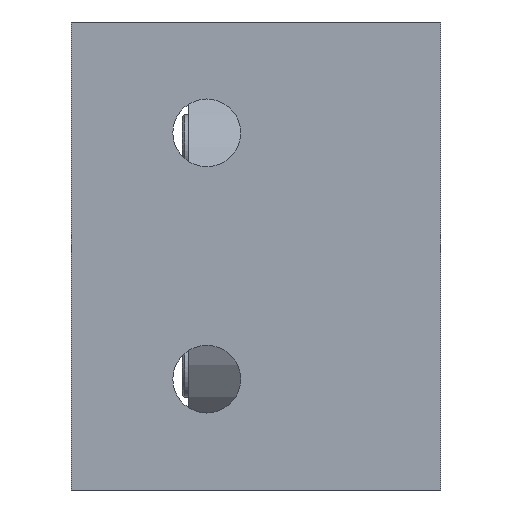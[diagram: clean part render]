
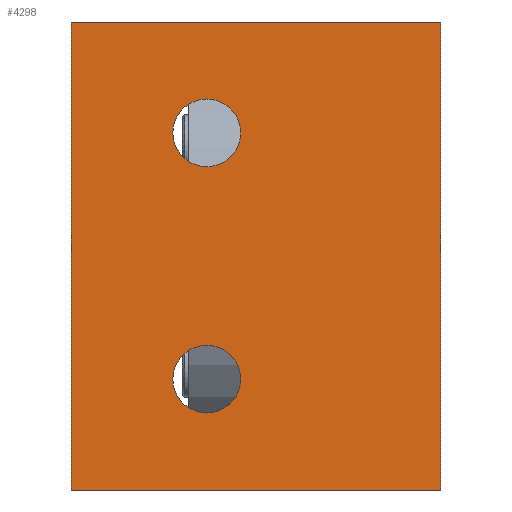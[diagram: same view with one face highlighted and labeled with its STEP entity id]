
A CAD part, left-side view. The second image highlights one B-rep face of the part: STEP entity #4298.
In plain terms, the highlighted planar face has unit normal (-1, 0, 0).
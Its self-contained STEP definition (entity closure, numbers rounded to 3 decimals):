
#72 = CIRCLE ( 'NONE', #2400, 2.75 ) ;
#138 = EDGE_LOOP ( 'NONE', ( #2690, #3065 ) ) ;
#314 = DIRECTION ( 'NONE',  ( -1., 0., 0. ) ) ;
#340 = ORIENTED_EDGE ( 'NONE', *, *, #1666, .T. ) ;
#440 = CIRCLE ( 'NONE', #4062, 2.75 ) ;
#484 = EDGE_CURVE ( 'NONE', #1884, #1204, #1772, .T. ) ;
#612 = CARTESIAN_POINT ( 'NONE',  ( 0., 0., 19. ) ) ;
#632 = DIRECTION ( 'NONE',  ( 1., 0., 0. ) ) ;
#635 = CARTESIAN_POINT ( 'NONE',  ( 0., 30., 19. ) ) ;
#725 = DIRECTION ( 'NONE',  ( -1., 0., 0. ) ) ;
#837 = EDGE_CURVE ( 'NONE', #1797, #3013, #72, .T. ) ;
#1112 = CARTESIAN_POINT ( 'NONE',  ( 0., 30., -19. ) ) ;
#1204 = VERTEX_POINT ( 'NONE', #635 ) ;
#1294 = EDGE_CURVE ( 'NONE', #1884, #4135, #2364, .T. ) ;
#1346 = CARTESIAN_POINT ( 'NONE',  ( 0., 11., 7.25 ) ) ;
#1359 = CARTESIAN_POINT ( 'NONE',  ( 0., 0., -19. ) ) ;
#1389 = FACE_OUTER_BOUND ( 'NONE', #4179, .T. ) ;
#1405 = FACE_BOUND ( 'NONE', #1560, .T. ) ;
#1411 = CARTESIAN_POINT ( 'NONE',  ( 0., 11., 12.75 ) ) ;
#1425 = AXIS2_PLACEMENT_3D ( 'NONE', #3350, #314, #1664 ) ;
#1467 = ORIENTED_EDGE ( 'NONE', *, *, #2691, .F. ) ;
#1560 = EDGE_LOOP ( 'NONE', ( #1637, #3043 ) ) ;
#1581 = DIRECTION ( 'NONE',  ( 0., 0., -1. ) ) ;
#1637 = ORIENTED_EDGE ( 'NONE', *, *, #2684, .T. ) ;
#1656 = ORIENTED_EDGE ( 'NONE', *, *, #1294, .T. ) ;
#1664 = DIRECTION ( 'NONE',  ( 0., 0., 1. ) ) ;
#1666 = EDGE_CURVE ( 'NONE', #4135, #2359, #1954, .T. ) ;
#1679 = CIRCLE ( 'NONE', #1816, 2.75 ) ;
#1772 = LINE ( 'NONE', #1112, #2428 ) ;
#1789 = DIRECTION ( 'NONE',  ( 0., 0., 1. ) ) ;
#1797 = VERTEX_POINT ( 'NONE', #1411 ) ;
#1816 = AXIS2_PLACEMENT_3D ( 'NONE', #2279, #632, #1581 ) ;
#1884 = VERTEX_POINT ( 'NONE', #3585 ) ;
#1954 = LINE ( 'NONE', #1976, #2025 ) ;
#1976 = CARTESIAN_POINT ( 'NONE',  ( 0., 0., -19. ) ) ;
#1998 = DIRECTION ( 'NONE',  ( 0., 0., 1. ) ) ;
#2025 = VECTOR ( 'NONE', #1998, 1000. ) ;
#2124 = DIRECTION ( 'NONE',  ( 0., 0., 1. ) ) ;
#2279 = CARTESIAN_POINT ( 'NONE',  ( 0., 11., 10. ) ) ;
#2321 = VECTOR ( 'NONE', #3634, 1000. ) ;
#2359 = VERTEX_POINT ( 'NONE', #2862 ) ;
#2362 = CIRCLE ( 'NONE', #1425, 2.75 ) ;
#2364 = LINE ( 'NONE', #1359, #2999 ) ;
#2400 = AXIS2_PLACEMENT_3D ( 'NONE', #3687, #2991, #2745 ) ;
#2428 = VECTOR ( 'NONE', #3111, 1000. ) ;
#2684 = EDGE_CURVE ( 'NONE', #3013, #1797, #1679, .T. ) ;
#2690 = ORIENTED_EDGE ( 'NONE', *, *, #4264, .F. ) ;
#2691 = EDGE_CURVE ( 'NONE', #1204, #2359, #3960, .T. ) ;
#2745 = DIRECTION ( 'NONE',  ( 0., 0., -1. ) ) ;
#2747 = CARTESIAN_POINT ( 'NONE',  ( 0., 0., -19. ) ) ;
#2813 = CARTESIAN_POINT ( 'NONE',  ( 0., 11., -12.75 ) ) ;
#2862 = CARTESIAN_POINT ( 'NONE',  ( 0., 0., 19. ) ) ;
#2991 = DIRECTION ( 'NONE',  ( 1., 0., 0. ) ) ;
#2999 = VECTOR ( 'NONE', #3029, 1000. ) ;
#3013 = VERTEX_POINT ( 'NONE', #1346 ) ;
#3029 = DIRECTION ( 'NONE',  ( 0., -1., 0. ) ) ;
#3043 = ORIENTED_EDGE ( 'NONE', *, *, #837, .T. ) ;
#3065 = ORIENTED_EDGE ( 'NONE', *, *, #4215, .F. ) ;
#3111 = DIRECTION ( 'NONE',  ( 0., 0., 1. ) ) ;
#3253 = CARTESIAN_POINT ( 'NONE',  ( 0., 0., -19. ) ) ;
#3350 = CARTESIAN_POINT ( 'NONE',  ( 0., 11., -10. ) ) ;
#3454 = CARTESIAN_POINT ( 'NONE',  ( 0., 11., -10. ) ) ;
#3504 = CARTESIAN_POINT ( 'NONE',  ( 0., 11., -7.25 ) ) ;
#3585 = CARTESIAN_POINT ( 'NONE',  ( 0., 30., -19. ) ) ;
#3634 = DIRECTION ( 'NONE',  ( 0., -1., 0. ) ) ;
#3687 = CARTESIAN_POINT ( 'NONE',  ( 0., 11., 10. ) ) ;
#3787 = PLANE ( 'NONE',  #3851 ) ;
#3851 = AXIS2_PLACEMENT_3D ( 'NONE', #2747, #4103, #1789 ) ;
#3855 = VERTEX_POINT ( 'NONE', #3504 ) ;
#3865 = ORIENTED_EDGE ( 'NONE', *, *, #484, .F. ) ;
#3960 = LINE ( 'NONE', #612, #2321 ) ;
#4062 = AXIS2_PLACEMENT_3D ( 'NONE', #3454, #725, #2124 ) ;
#4103 = DIRECTION ( 'NONE',  ( -1., 0., 0. ) ) ;
#4135 = VERTEX_POINT ( 'NONE', #3253 ) ;
#4146 = FACE_BOUND ( 'NONE', #138, .T. ) ;
#4179 = EDGE_LOOP ( 'NONE', ( #340, #1467, #3865, #1656 ) ) ;
#4215 = EDGE_CURVE ( 'NONE', #4247, #3855, #2362, .T. ) ;
#4247 = VERTEX_POINT ( 'NONE', #2813 ) ;
#4264 = EDGE_CURVE ( 'NONE', #3855, #4247, #440, .T. ) ;
#4298 = ADVANCED_FACE ( 'NONE', ( #4146, #1405, #1389 ), #3787, .T. ) ;
